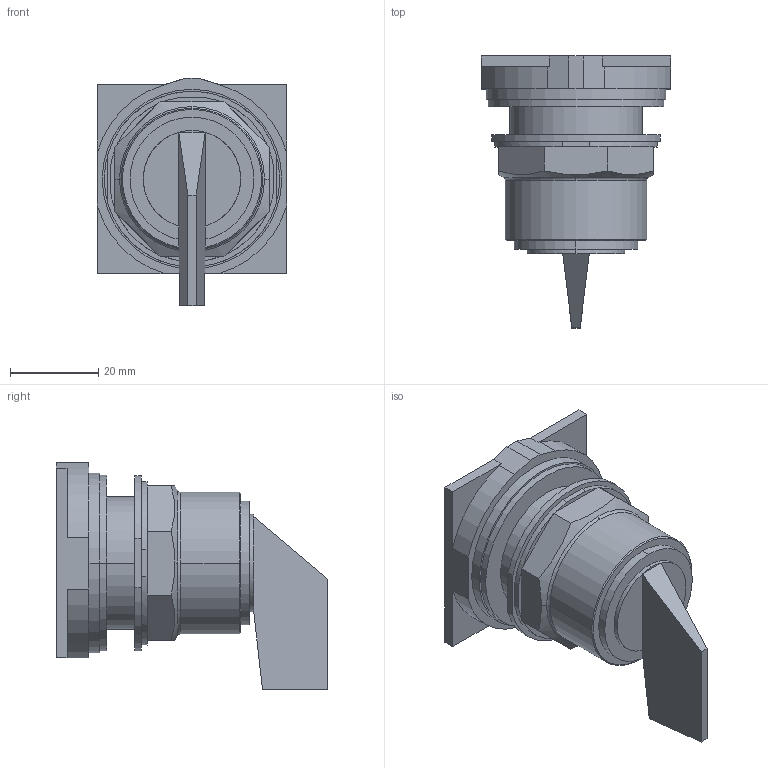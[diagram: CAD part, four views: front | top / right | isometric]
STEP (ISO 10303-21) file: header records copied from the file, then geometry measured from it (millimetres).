
FILE_DESCRIPTION(('starvars output'),'2;1');
FILE_NAME('9001SKS88FB_3D.stp','20:36:43 2020/03/31',( 'Thomas Industrial Network Germany GmbH'),( 'Thomas Industrial Network Germany GmbH'),'unknown preprocess','ACIS' ,'unknown authorization');
FILE_SCHEMA(('CONFIG_CONTROL_DESIGN {UNKNOWN IMPLEMENTATION LEVEL}'));
Length unit declared in the file: millimetre
Products named in the file (1): PRODUCT_ID_1
Bounding box: 42.88 x 61.48 x 51.36 mm (x, y, z)
Volume: 45017.1 mm3; surface area: 12843.1 mm2
Topology: 2 solids, 2 shells, 94 faces, 220 edges, 138 vertices
Faces by surface type: plane 63, cylinder 25, cone 4, torus 2
Entity records: 2243 total; most frequent: ORIENTED_EDGE 440, CARTESIAN_POINT 366, DIRECTION 290, EDGE_CURVE 220, VERTEX_POINT 138, VECTOR 106, LINE 106, EDGE_LOOP 102
